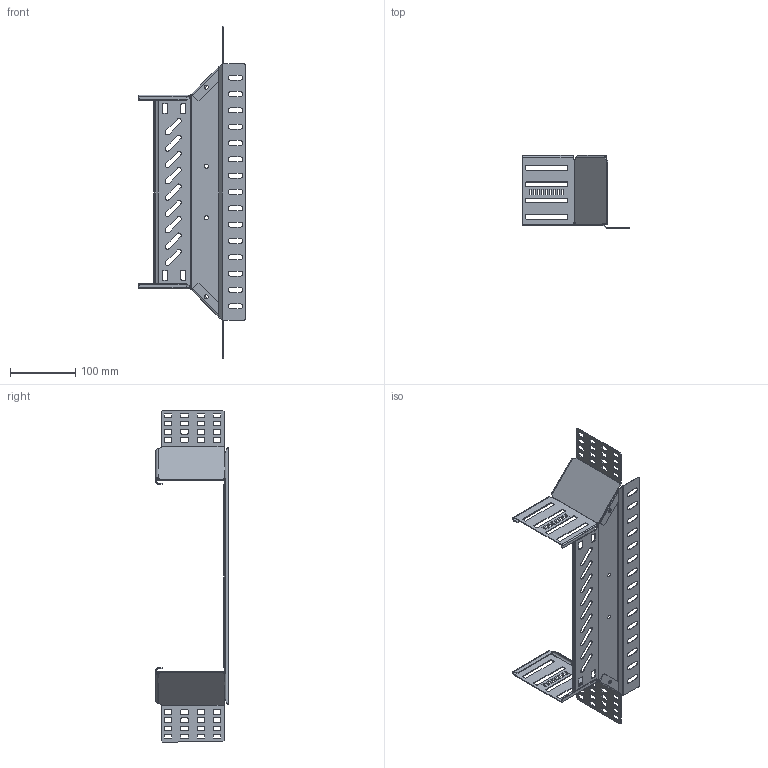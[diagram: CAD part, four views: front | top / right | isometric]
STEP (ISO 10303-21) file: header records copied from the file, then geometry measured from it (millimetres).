
FILE_DESCRIPTION (( 'STEP AP214' ), '1' );
FILE_NAME ('6042157.STEP', '2024-05-24T08:49:15', ( '' ), ( '' ), 'SwSTEP 2.0', 'SolidWorks 2022', '' );
FILE_SCHEMA (( 'AUTOMOTIVE_DESIGN' ));
Length unit declared in the file: millimetre
Products named in the file (4): 180291_110 L; 167752_300; 180291_110 R; 6042157
Assembly tree (3 placements, depth 2):
  6042157
    167752_300
    180291_110 L
    180291_110 R
Bounding box: 163.11 x 111.25 x 508.27 mm (x, y, z)
Volume: 83501.2 mm3; surface area: 174860.4 mm2
Topology: 3 solids, 3 shells, 739 faces, 2071 edges, 1338 vertices
Faces by surface type: plane 416, cylinder 303, bspline 20
Entity records: 27071 total; most frequent: CARTESIAN_POINT 4930, ORIENTED_EDGE 4142, DIRECTION 3993, EDGE_CURVE 2071, VECTOR 1411, LINE 1411, VERTEX_POINT 1338, AXIS2_PLACEMENT_3D 1291
